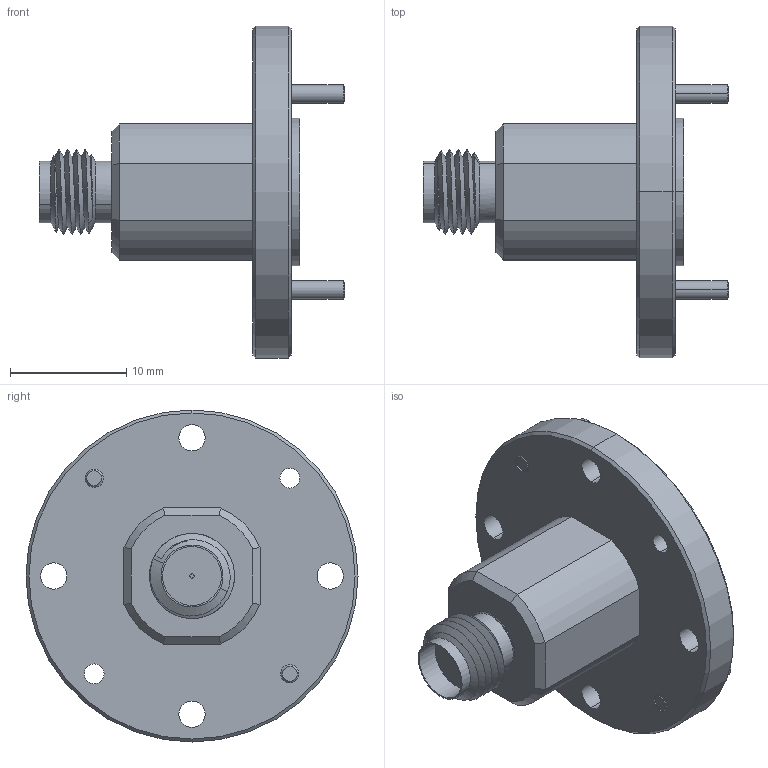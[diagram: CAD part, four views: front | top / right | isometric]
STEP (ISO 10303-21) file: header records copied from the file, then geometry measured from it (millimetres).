
FILE_DESCRIPTION (( 'STEP AP203' ), '1' );
FILE_NAME ('SWC-22VF-E1.STEP', '2018-11-02T23:38:42', ( '' ), ( '' ), 'SwSTEP 2.0', 'SolidWorks 2016', '' );
FILE_SCHEMA (( 'CONFIG_CONTROL_DESIGN' ));
Length unit declared in the file: inch
Products named in the file (1): SWC-22VF-E1
Bounding box: 26.33 x 28.57 x 28.57 mm (x, y, z)
Volume: 3694.2 mm3; surface area: 2870.3 mm2
Topology: 7 solids, 7 shells, 333 faces, 786 edges, 466 vertices
Faces by surface type: cone 141, cylinder 119, plane 69, bspline 4
Entity records: 11303 total; most frequent: CARTESIAN_POINT 3940, ORIENTED_EDGE 1540, DIRECTION 1472, EDGE_CURVE 770, AXIS2_PLACEMENT_3D 587, VERTEX_POINT 466, EDGE_LOOP 368, ADVANCED_FACE 333
